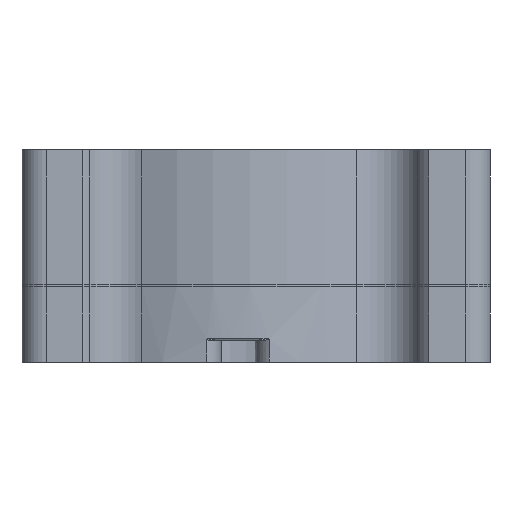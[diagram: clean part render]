
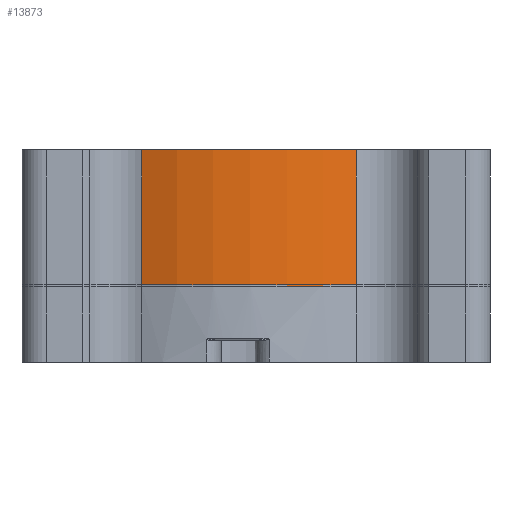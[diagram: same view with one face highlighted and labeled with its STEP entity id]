
A CAD part, front view. The second image highlights one B-rep face of the part: STEP entity #13873.
In plain terms, the highlighted cylindrical face has radius 50.47 mm (diameter 100.94 mm), a partial arc.
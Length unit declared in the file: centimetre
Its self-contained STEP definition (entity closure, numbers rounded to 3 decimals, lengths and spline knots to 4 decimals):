
#1663=FACE_OUTER_BOUND($,#2456,.T.);
#2456=EDGE_LOOP($,(#11837,#11838,#11839,#11840));
#3738=LINE($,#24169,#4847);
#3739=LINE($,#24174,#4848);
#4847=VECTOR($,#18282,2.8318);
#4848=VECTOR($,#18287,2.8318);
#5298=CIRCLE($,#15070,5.047);
#5299=CIRCLE($,#15071,5.047);
#6446=VERTEX_POINT($,#24165);
#6447=VERTEX_POINT($,#24167);
#6448=VERTEX_POINT($,#24171);
#6449=VERTEX_POINT($,#24173);
#8331=EDGE_CURVE($,#6447,#6446,#3738,.T.);
#8332=EDGE_CURVE($,#6447,#6448,#5298,.T.);
#8333=EDGE_CURVE($,#6449,#6448,#3739,.T.);
#8334=EDGE_CURVE($,#6449,#6446,#5299,.T.);
#11837=ORIENTED_EDGE($,*,*,#8332,.T.);
#11838=ORIENTED_EDGE($,*,*,#8333,.F.);
#11839=ORIENTED_EDGE($,*,*,#8334,.T.);
#11840=ORIENTED_EDGE($,*,*,#8331,.F.);
#13294=CYLINDRICAL_SURFACE($,#15069,5.047);
#13873=ADVANCED_FACE($,(#1663),#13294,.T.);
#15069=AXIS2_PLACEMENT_3D($,#24170,#18283,#18284);
#15070=AXIS2_PLACEMENT_3D($,#24172,#18285,#18286);
#15071=AXIS2_PLACEMENT_3D($,#24175,#18288,#18289);
#18282=DIRECTION($,(0.,0.,1.));
#18283=DIRECTION('center_axis',(0.,0.,1.));
#18284=DIRECTION('ref_axis',(0.449,0.893,0.));
#18285=DIRECTION('center_axis',(0.,0.,1.));
#18286=DIRECTION('ref_axis',(0.449,0.893,0.));
#18287=DIRECTION($,(0.,0.,-1.));
#18288=DIRECTION('center_axis',(0.,0.,-1.));
#18289=DIRECTION('ref_axis',(0.449,0.893,0.));
#24165=CARTESIAN_POINT('',(-22.027,13.428,4.3992));
#24167=CARTESIAN_POINT('',(-22.027,13.428,1.5674));
#24169=CARTESIAN_POINT($,(-22.027,13.428,5.3085));
#24170=CARTESIAN_POINT('Origin',(-20.049,18.0713,5.3085));
#24171=CARTESIAN_POINT('',(-17.5729,13.6734,1.5674));
#24172=CARTESIAN_POINT('Origin',(-20.049,18.0713,1.5674));
#24173=CARTESIAN_POINT('',(-17.5729,13.6734,4.3992));
#24174=CARTESIAN_POINT($,(-17.5729,13.6734,5.3085));
#24175=CARTESIAN_POINT('Origin',(-20.049,18.0713,4.3992));
